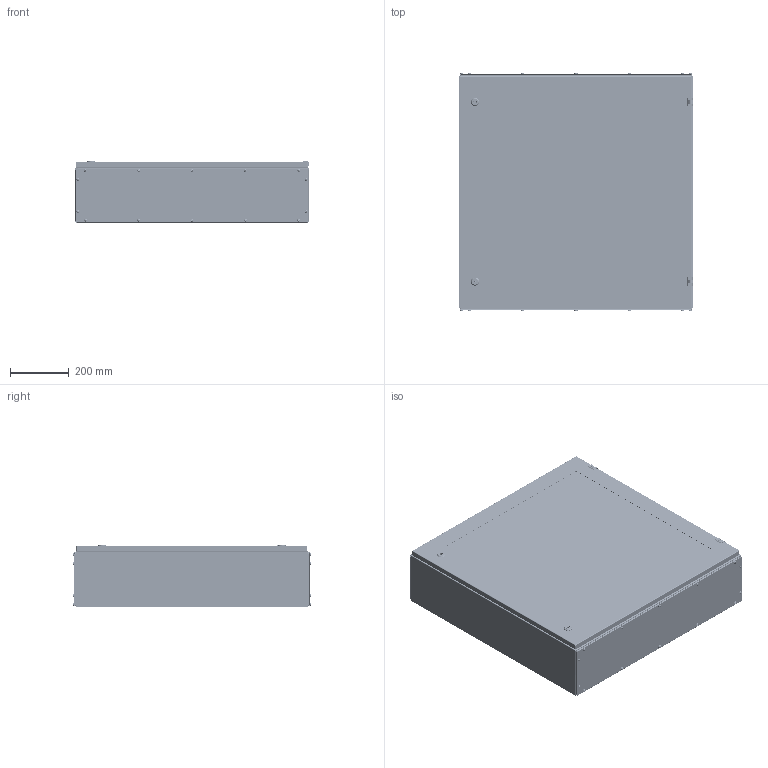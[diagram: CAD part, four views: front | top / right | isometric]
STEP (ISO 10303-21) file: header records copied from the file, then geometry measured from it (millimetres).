
FILE_DESCRIPTION (( 'STEP AP214' ), '1' );
FILE_NAME ('12.080.080.21.STEP', '2024-06-13T06:07:35', ( '' ), ( '' ), 'SwSTEP 2.0', 'SolidWorks 2021', '' );
FILE_SCHEMA (( 'AUTOMOTIVE_DESIGN' ));
Length unit declared in the file: millimetre
Products named in the file (29): 8SJ_MS705_0010.stp; ﾄ粢鮱 W800H800; 栺樏鋋 W800H800; Øïèëüêà ïðèâàðíàÿ Ì6õ15; Âèíò DIN 967 Ì5õ16 ñ ïîëóêðóãëîé ãîëîâêîé ñ êðåñòîîáðàçíûì øëèöåì; SW6X8.stp; 砑鳧罻 W800; Øïèëüêà ïðèâàðíàÿ Ì6õ10; 8SJ_MS705-1_0040.stp; Êàðêàñ øêàôà W800H800D210; 8SJ_MS705_0510.stp; Øïèëüêà ïðèâàðíàÿ Ì6õ20; 嵑謺麃 檐; 署赅 W800D210; Ïðîêëàäêà êðûøêè W800D210; 8SJ_MS705_0760.stp; Çàêëåïêà ðåçüáîâàÿ Ì5 øåñòèãðàííàÿ ñ óìåíüøåííûì áîðòîì; Êîðïóñ øêàôà W800H800D210; 砑鳧罻 H800; Áîëò Ì6õ10 ñ øåñòèãðàííîé ãîëîâêîé ñ ïðåññøàéáîé; 417.880; Ãàñêåòèíã W800H800; Ïåðåìû÷êà êàðêàñà W800; Ãàéêà M6 DIN6923.step; Çàêëåïêà ðåçüáîâàÿ Ì8 øåñòèãðàííàÿ ñ óìåíüøåííûì áîðòîì; ﾇ瑟鶴 ﾀﾑ ms1000-3M.stp; 12.080.080.21; Ñòåêëÿííàÿ äâåðü ÑÁ W800H800; 8SJ_S1B_0001.stp
Assembly tree (133 placements, depth 4):
  12.080.080.21
    Êàðêàñ øêàôà W800H800D210
      Êîðïóñ øêàôà W800H800D210
      Ïåðåìû÷êà êàðêàñà W800  x2
      Øïèëüêà ïðèâàðíàÿ Ì6õ15  x8
      Øïèëüêà ïðèâàðíàÿ Ì6õ20  x4
    署赅 W800D210  x2
    Ïðîêëàäêà êðûøêè W800D210  x2
    Ñòåêëÿííàÿ äâåðü ÑÁ W800H800
      ﾄ粢鮱 W800H800
      Ãàñêåòèíã W800H800
      ﾇ瑟鶴 ﾀﾑ ms1000-3M.stp  x2
        8SJ_MS705_0010.stp
        8SJ_MS705_0510.stp
        8SJ_MS705_0760.stp
        8SJ_S1B_0001.stp
        8SJ_MS705-1_0040.stp
        SW6X8.stp
      Øïèëüêà ïðèâàðíàÿ Ì6õ10  x14
      栺樏鋋 W800H800
      Ãàéêà M6 DIN6923.step  x14
      砑鳧罻 H800  x2
      砑鳧罻 W800  x2
    嵑謺麃 檐  x2
    Áîëò Ì6õ10 ñ øåñòèãðàííîé ãîëîâêîé ñ ïðåññøàéáîé  x2
    Çàêëåïêà ðåçüáîâàÿ Ì5 øåñòèãðàííàÿ ñ óìåíüøåííûì áîðòîì  x28
    Âèíò DIN 967 Ì5õ16 ñ ïîëóêðóãëîé ãîëîâêîé ñ êðåñòîîáðàçíûì øëèöåì  x28
    Çàêëåïêà ðåçüáîâàÿ Ì8 øåñòèãðàííàÿ ñ óìåíüøåííûì áîðòîì  x4
    417.880
    Ãàéêà M6 DIN6923.step  x4
Bounding box: 800 x 815.11 x 214.65 mm (x, y, z)
Volume: 5058511.9 mm3; surface area: 6135447.2 mm2
Topology: 133 solids, 145 shells, 7045 faces, 17811 edges, 11112 vertices
Faces by surface type: plane 2839, cylinder 2403, bspline 727, cone 504, torus 404, sphere 168
Entity records: 89687 total; most frequent: CARTESIAN_POINT 43912, ORIENTED_EDGE 9752, DIRECTION 8205, EDGE_CURVE 4882, VERTEX_POINT 3011, AXIS2_PLACEMENT_3D 2754, LINE 2697, VECTOR 2697
